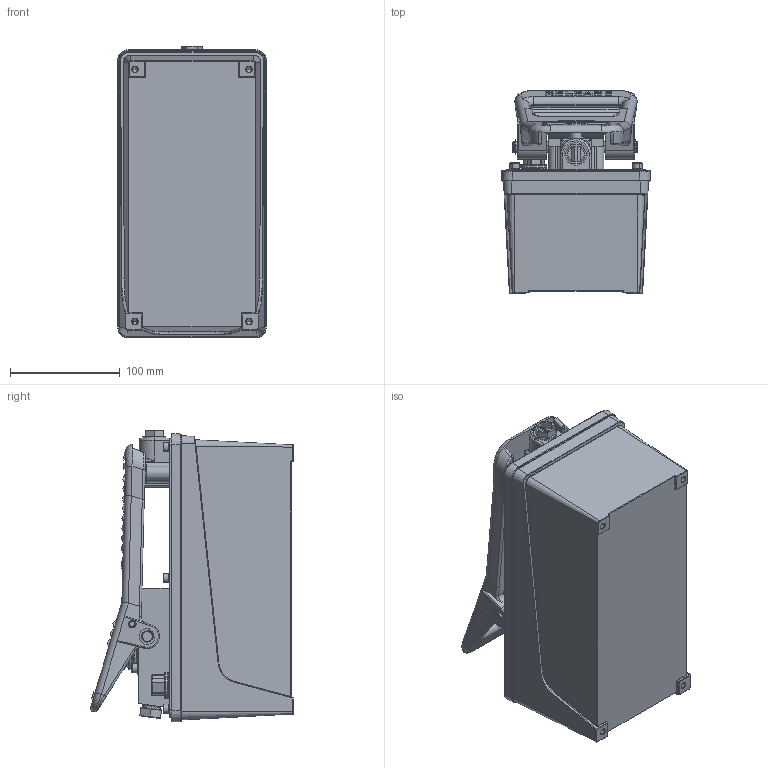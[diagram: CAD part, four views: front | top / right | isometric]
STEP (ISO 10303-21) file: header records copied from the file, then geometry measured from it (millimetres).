
FILE_DESCRIPTION (( 'STEP AP214' ), '1' );
FILE_NAME ('A5706.STEP', '2015-07-09T11:34:25', ( '' ), ( '' ), 'SwSTEP 2.0', 'SolidWorks 2015', '' );
FILE_SCHEMA (( 'AUTOMOTIVE_DESIGN' ));
Length unit declared in the file: millimetre
Products named in the file (1): A5706
Bounding box: 135.97 x 184.99 x 266.29 mm (x, y, z)
Volume: 1046348.6 mm3; surface area: 461069.1 mm2
Topology: 36 solids, 36 shells, 1974 faces, 4805 edges, 2918 vertices
Faces by surface type: plane 798, cylinder 621, cone 197, bspline 180, torus 120, sphere 58
Entity records: 93200 total; most frequent: CARTESIAN_POINT 26259, ORIENTED_EDGE 9408, DIRECTION 9152, EDGE_CURVE 4704, AXIS2_PLACEMENT_3D 3464, VERTEX_POINT 2914, LINE 2224, VECTOR 2224
